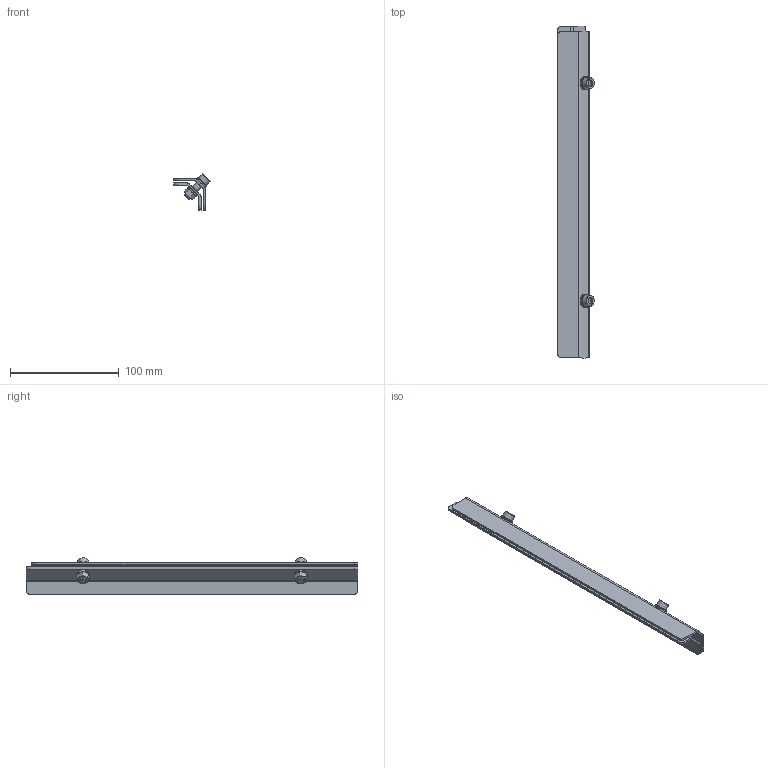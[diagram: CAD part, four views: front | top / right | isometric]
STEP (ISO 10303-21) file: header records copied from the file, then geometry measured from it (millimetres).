
FILE_DESCRIPTION (( 'STEP AP203' ), '1' );
FILE_NAME ('525953.STEP', '2023-10-07T02:10:48', ( 'Windows User' ), ( 'P R C' ), 'SwSTEP 2.0', 'SolidWorks 2020', '' );
FILE_SCHEMA (( 'CONFIG_CONTROL_DESIGN' ));
Length unit declared in the file: millimetre
Products named in the file (1): 525953
Bounding box: 33.31 x 305 x 33.31 mm (x, y, z)
Volume: 58708 mm3; surface area: 61778.5 mm2
Topology: 10 solids, 10 shells, 130 faces, 320 edges, 214 vertices
Faces by surface type: plane 64, cylinder 34, bspline 20, cone 12
Full cylindrical faces by diameter (mm): 4.917 x2, 6 x2, 6.4 x4, 6.6 x4, 10.2 x2, 12.5 x4
Entity records: 4291 total; most frequent: CARTESIAN_POINT 1587, ORIENTED_EDGE 512, DIRECTION 482, EDGE_CURVE 256, EDGE_LOOP 204, VERTEX_POINT 200, AXIS2_PLACEMENT_3D 191, FACE_OUTER_BOUND 168
